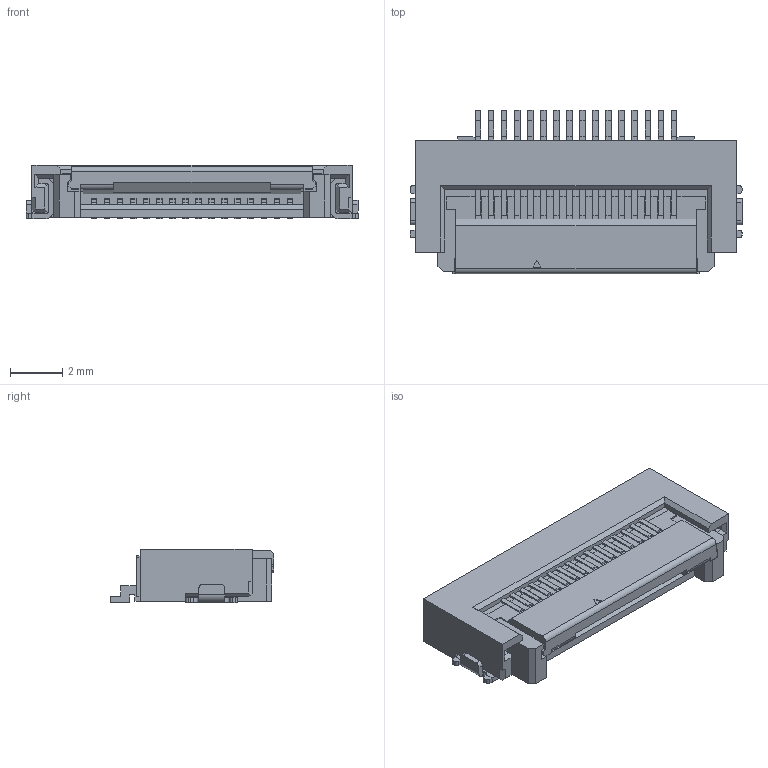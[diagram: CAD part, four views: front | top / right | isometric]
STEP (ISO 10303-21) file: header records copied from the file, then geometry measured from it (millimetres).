
FILE_DESCRIPTION (( 'STEP AP214' ), '1' );
FILE_NAME ('1-1775333-6.STEP', '2023-05-30T12:16:34', ( '' ), ( '' ), 'SwSTEP 2.0', 'SolidWorks 2021', '' );
FILE_SCHEMA (( 'AUTOMOTIVE_DESIGN' ));
Length unit declared in the file: millimetre
Products named in the file (1): 1-1775333-6
Bounding box: 12.75 x 6.28 x 2.05 mm (x, y, z)
Volume: 100.3 mm3; surface area: 353.5 mm2
Topology: 25 solids, 25 shells, 694 faces, 1881 edges, 1238 vertices
Faces by surface type: plane 615, cylinder 79
Entity records: 29441 total; most frequent: CARTESIAN_POINT 3944, ORIENTED_EDGE 3762, DIRECTION 3409, EDGE_CURVE 1881, VECTOR 1719, LINE 1719, VERTEX_POINT 1238, AXIS2_PLACEMENT_3D 845
